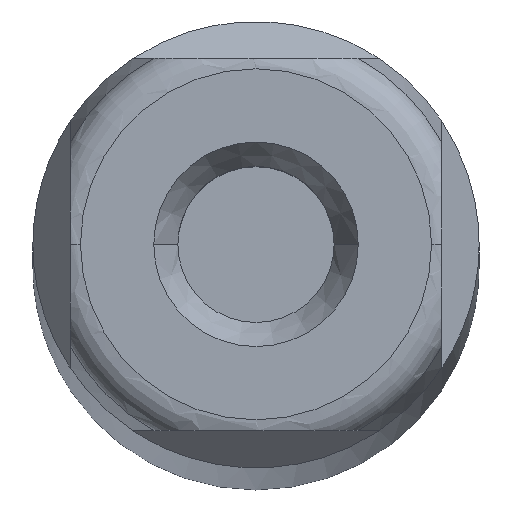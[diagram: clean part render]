
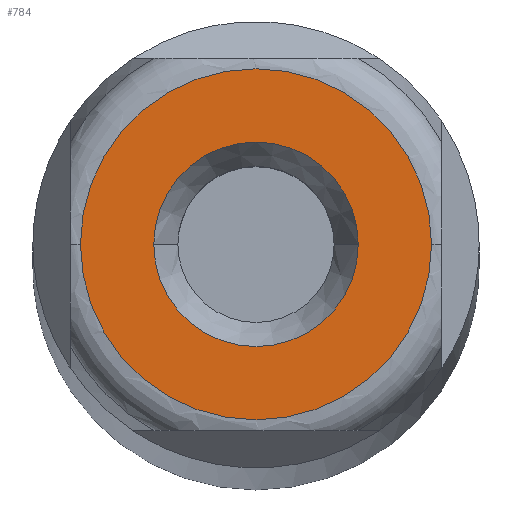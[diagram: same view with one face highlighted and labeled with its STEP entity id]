
A CAD part, top view. The second image highlights one B-rep face of the part: STEP entity #784.
In plain terms, the highlighted planar face has unit normal (0, 0, 1).
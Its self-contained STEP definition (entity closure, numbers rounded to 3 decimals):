
#10 = EDGE_CURVE ( 'NONE', #982, #342, #515, .T. ) ;
#26 = CARTESIAN_POINT ( 'NONE',  ( 0., 0., 0. ) ) ;
#31 = DIRECTION ( 'NONE',  ( 1., 0., 0. ) ) ;
#79 = CARTESIAN_POINT ( 'NONE',  ( -2.75, 0., 0. ) ) ;
#104 = DIRECTION ( 'NONE',  ( 1., 0., 0. ) ) ;
#130 = DIRECTION ( 'NONE',  ( 1., 0., 0. ) ) ;
#137 = FACE_BOUND ( 'NONE', #287, .T. ) ;
#148 = ORIENTED_EDGE ( 'NONE', *, *, #743, .T. ) ;
#149 = DIRECTION ( 'NONE',  ( 0., 0., -1. ) ) ;
#178 = CARTESIAN_POINT ( 'NONE',  ( 4.72, 0., 0. ) ) ;
#186 = DIRECTION ( 'NONE',  ( 0., 0., 1. ) ) ;
#203 = CARTESIAN_POINT ( 'NONE',  ( 2.75, 0., 0. ) ) ;
#234 = AXIS2_PLACEMENT_3D ( 'NONE', #26, #247, #130 ) ;
#247 = DIRECTION ( 'NONE',  ( 0., 0., 1. ) ) ;
#256 = DIRECTION ( 'NONE',  ( -1., 0., 0. ) ) ;
#287 = EDGE_LOOP ( 'NONE', ( #560, #1279 ) ) ;
#307 = CARTESIAN_POINT ( 'NONE',  ( 0., 0., 0. ) ) ;
#313 = EDGE_CURVE ( 'NONE', #503, #487, #1198, .T. ) ;
#342 = VERTEX_POINT ( 'NONE', #178 ) ;
#356 = ORIENTED_EDGE ( 'NONE', *, *, #10, .T. ) ;
#479 = CARTESIAN_POINT ( 'NONE',  ( 0., 0., 0. ) ) ;
#485 = CIRCLE ( 'NONE', #234, 4.72 ) ;
#487 = VERTEX_POINT ( 'NONE', #79 ) ;
#503 = VERTEX_POINT ( 'NONE', #203 ) ;
#504 = CARTESIAN_POINT ( 'NONE',  ( 0., 0., 0. ) ) ;
#515 = CIRCLE ( 'NONE', #1286, 4.72 ) ;
#560 = ORIENTED_EDGE ( 'NONE', *, *, #313, .F. ) ;
#562 = PLANE ( 'NONE',  #655 ) ;
#655 = AXIS2_PLACEMENT_3D ( 'NONE', #479, #149, #256 ) ;
#669 = DIRECTION ( 'NONE',  ( 0., 0., 1. ) ) ;
#735 = DIRECTION ( 'NONE',  ( 0., 0., 1. ) ) ;
#743 = EDGE_CURVE ( 'NONE', #342, #982, #485, .T. ) ;
#775 = EDGE_LOOP ( 'NONE', ( #148, #356 ) ) ;
#784 = ADVANCED_FACE ( 'NONE', ( #137, #1027 ), #562, .F. ) ;
#907 = EDGE_CURVE ( 'NONE', #487, #503, #1295, .T. ) ;
#910 = DIRECTION ( 'NONE',  ( 1., 0., 0. ) ) ;
#982 = VERTEX_POINT ( 'NONE', #1257 ) ;
#990 = AXIS2_PLACEMENT_3D ( 'NONE', #504, #186, #910 ) ;
#1027 = FACE_OUTER_BOUND ( 'NONE', #775, .T. ) ;
#1063 = AXIS2_PLACEMENT_3D ( 'NONE', #1194, #669, #31 ) ;
#1194 = CARTESIAN_POINT ( 'NONE',  ( 0., 0., 0. ) ) ;
#1198 = CIRCLE ( 'NONE', #990, 2.75 ) ;
#1257 = CARTESIAN_POINT ( 'NONE',  ( -4.72, 0., 0. ) ) ;
#1279 = ORIENTED_EDGE ( 'NONE', *, *, #907, .F. ) ;
#1286 = AXIS2_PLACEMENT_3D ( 'NONE', #307, #735, #104 ) ;
#1295 = CIRCLE ( 'NONE', #1063, 2.75 ) ;
